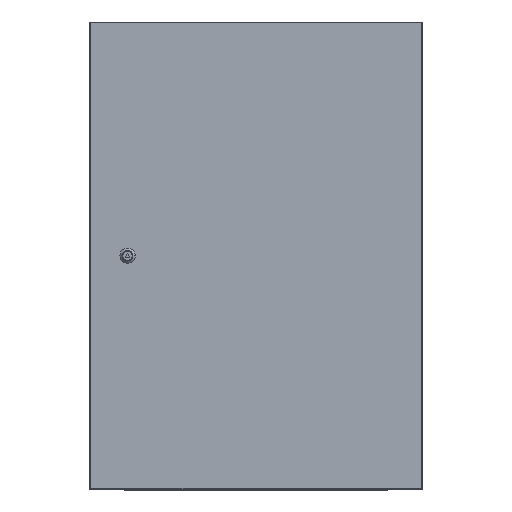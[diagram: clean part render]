
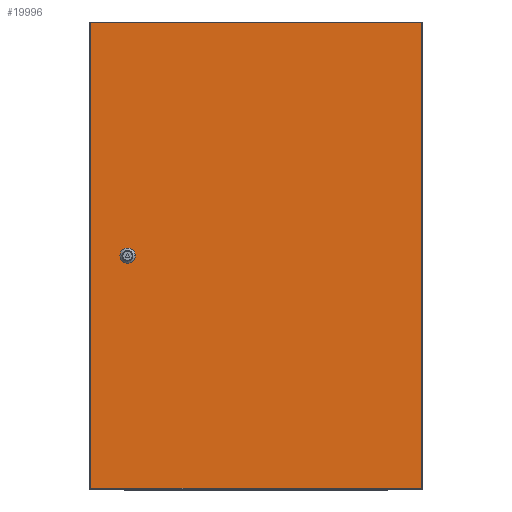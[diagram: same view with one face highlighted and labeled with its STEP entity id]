
A CAD part, top view. The second image highlights one B-rep face of the part: STEP entity #19996.
In plain terms, the highlighted planar face has unit normal (0, 0, 1).
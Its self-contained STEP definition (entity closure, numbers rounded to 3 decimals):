
#237 = LINE ( 'NONE', #3204, #21032 ) ;
#762 = LINE ( 'NONE', #31339, #9414 ) ;
#887 = DIRECTION ( 'NONE',  ( -1., 0., 0. ) ) ;
#2118 = VERTEX_POINT ( 'NONE', #12636 ) ;
#2397 = AXIS2_PLACEMENT_3D ( 'NONE', #16011, #31793, #26126 ) ;
#2728 = CARTESIAN_POINT ( 'NONE',  ( 247.5, 348.5, 0. ) ) ;
#2916 = AXIS2_PLACEMENT_3D ( 'NONE', #26124, #13039, #10393 ) ;
#3011 = AXIS2_PLACEMENT_3D ( 'NONE', #27437, #30422, #17819 ) ;
#3204 = CARTESIAN_POINT ( 'NONE',  ( -247.5, 348.5, 0. ) ) ;
#3364 = FACE_OUTER_BOUND ( 'NONE', #17720, .T. ) ;
#3975 = VERTEX_POINT ( 'NONE', #9815 ) ;
#4076 = CARTESIAN_POINT ( 'NONE',  ( -247.5, 348.5, 0. ) ) ;
#4587 = EDGE_CURVE ( 'NONE', #2118, #28644, #237, .T. ) ;
#5553 = EDGE_CURVE ( 'NONE', #28644, #24862, #762, .T. ) ;
#5671 = CIRCLE ( 'NONE', #3011, 11.5 ) ;
#5865 = PLANE ( 'NONE',  #2397 ) ;
#5906 = DIRECTION ( 'NONE',  ( 0., -1., 0. ) ) ;
#6860 = EDGE_CURVE ( 'NONE', #24862, #11653, #18755, .T. ) ;
#7770 = VECTOR ( 'NONE', #17712, 1000. ) ;
#8693 = FACE_BOUND ( 'NONE', #26591, .T. ) ;
#9111 = DIRECTION ( 'NONE',  ( 1., 0., 0. ) ) ;
#9414 = VECTOR ( 'NONE', #5906, 1000. ) ;
#9711 = EDGE_CURVE ( 'NONE', #11653, #2118, #30817, .T. ) ;
#9815 = CARTESIAN_POINT ( 'NONE',  ( -204., 0., 0. ) ) ;
#10393 = DIRECTION ( 'NONE',  ( 1., 0., 0. ) ) ;
#10903 = CIRCLE ( 'NONE', #2916, 11.5 ) ;
#11653 = VERTEX_POINT ( 'NONE', #31847 ) ;
#12636 = CARTESIAN_POINT ( 'NONE',  ( 247.5, 348.5, 0. ) ) ;
#13039 = DIRECTION ( 'NONE',  ( 0., 0., 1. ) ) ;
#13362 = CARTESIAN_POINT ( 'NONE',  ( -181., 0., 0. ) ) ;
#15739 = EDGE_CURVE ( 'NONE', #3975, #23284, #5671, .T. ) ;
#16011 = CARTESIAN_POINT ( 'NONE',  ( 0., 0., 0. ) ) ;
#16275 = CARTESIAN_POINT ( 'NONE',  ( -247.5, -348.5, 0. ) ) ;
#17712 = DIRECTION ( 'NONE',  ( 0., 1., 0. ) ) ;
#17720 = EDGE_LOOP ( 'NONE', ( #25391, #23698, #18644, #22897 ) ) ;
#17819 = DIRECTION ( 'NONE',  ( 1., 0., 0. ) ) ;
#18644 = ORIENTED_EDGE ( 'NONE', *, *, #9711, .T. ) ;
#18755 = LINE ( 'NONE', #16275, #30183 ) ;
#19996 = ADVANCED_FACE ( 'NONE', ( #8693, #3364 ), #5865, .T. ) ;
#20650 = CARTESIAN_POINT ( 'NONE',  ( -247.5, -348.5, 0. ) ) ;
#21032 = VECTOR ( 'NONE', #887, 1000. ) ;
#22897 = ORIENTED_EDGE ( 'NONE', *, *, #4587, .T. ) ;
#23284 = VERTEX_POINT ( 'NONE', #13362 ) ;
#23435 = ORIENTED_EDGE ( 'NONE', *, *, #28832, .F. ) ;
#23698 = ORIENTED_EDGE ( 'NONE', *, *, #6860, .T. ) ;
#24862 = VERTEX_POINT ( 'NONE', #20650 ) ;
#25391 = ORIENTED_EDGE ( 'NONE', *, *, #5553, .T. ) ;
#26124 = CARTESIAN_POINT ( 'NONE',  ( -192.5, 0., 0. ) ) ;
#26126 = DIRECTION ( 'NONE',  ( 1., 0., 0. ) ) ;
#26591 = EDGE_LOOP ( 'NONE', ( #23435, #31096 ) ) ;
#27437 = CARTESIAN_POINT ( 'NONE',  ( -192.5, 0., 0. ) ) ;
#28644 = VERTEX_POINT ( 'NONE', #4076 ) ;
#28832 = EDGE_CURVE ( 'NONE', #23284, #3975, #10903, .T. ) ;
#30183 = VECTOR ( 'NONE', #9111, 1000. ) ;
#30422 = DIRECTION ( 'NONE',  ( 0., 0., 1. ) ) ;
#30817 = LINE ( 'NONE', #2728, #7770 ) ;
#31096 = ORIENTED_EDGE ( 'NONE', *, *, #15739, .F. ) ;
#31339 = CARTESIAN_POINT ( 'NONE',  ( -247.5, 348.5, 0. ) ) ;
#31793 = DIRECTION ( 'NONE',  ( 0., 0., 1. ) ) ;
#31847 = CARTESIAN_POINT ( 'NONE',  ( 247.5, -348.5, 0. ) ) ;
